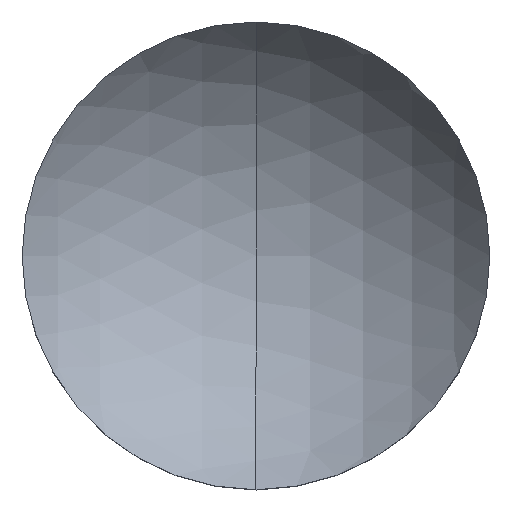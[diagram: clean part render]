
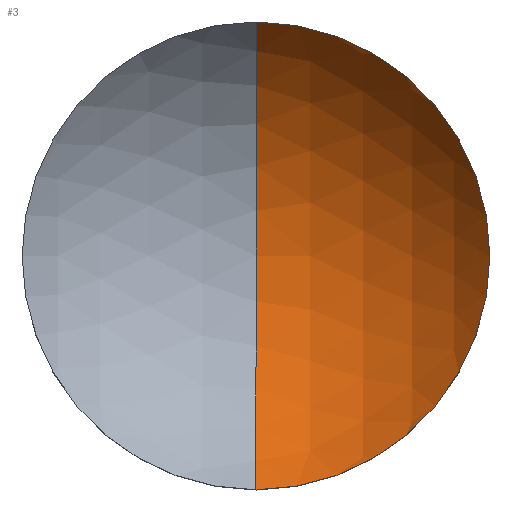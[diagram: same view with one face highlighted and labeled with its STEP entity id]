
A CAD part, top view. The second image highlights one B-rep face of the part: STEP entity #3.
In plain terms, the highlighted spherical face has radius 15.5 mm.
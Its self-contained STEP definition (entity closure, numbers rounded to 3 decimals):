
#3 = ADVANCED_FACE ( 'NONE', ( #128 ), #91, .F. ) ;
#5 = EDGE_LOOP ( 'NONE', ( #18, #37, #39 ) ) ;
#12 = VERTEX_POINT ( 'NONE', #112 ) ;
#13 = VERTEX_POINT ( 'NONE', #101 ) ;
#15 = VERTEX_POINT ( 'NONE', #69 ) ;
#18 = ORIENTED_EDGE ( 'NONE', *, *, #22, .F. ) ;
#22 = EDGE_CURVE ( 'NONE', #15, #12, #126, .T. ) ;
#25 = EDGE_CURVE ( 'NONE', #13, #12, #141, .T. ) ;
#29 = EDGE_CURVE ( 'NONE', #15, #13, #135, .T. ) ;
#37 = ORIENTED_EDGE ( 'NONE', *, *, #29, .T. ) ;
#39 = ORIENTED_EDGE ( 'NONE', *, *, #25, .T. ) ;
#69 = CARTESIAN_POINT ( 'NONE',  ( 0., 0., 2. ) ) ;
#83 = AXIS2_PLACEMENT_3D ( 'NONE', #155, #138, #94 ) ;
#91 = SPHERICAL_SURFACE ( 'NONE', #83, 15.5 ) ;
#94 = DIRECTION ( 'NONE',  ( 0., 1., 0. ) ) ;
#95 = DIRECTION ( 'NONE',  ( 0., 0., -1. ) ) ;
#96 = DIRECTION ( 'NONE',  ( 1., 0., 0. ) ) ;
#97 = CARTESIAN_POINT ( 'NONE',  ( 0., 0., 17.5 ) ) ;
#98 = AXIS2_PLACEMENT_3D ( 'NONE', #97, #96, #95 ) ;
#101 = CARTESIAN_POINT ( 'NONE',  ( 0., -12.7, 8.614 ) ) ;
#109 = DIRECTION ( 'NONE',  ( 0., -1., 0. ) ) ;
#110 = DIRECTION ( 'NONE',  ( 0., 0., 1. ) ) ;
#111 = CARTESIAN_POINT ( 'NONE',  ( 0., 0., 8.614 ) ) ;
#112 = CARTESIAN_POINT ( 'NONE',  ( 0., 12.7, 8.614 ) ) ;
#126 = CIRCLE ( 'NONE', #98, 15.5 ) ;
#128 = FACE_OUTER_BOUND ( 'NONE', #5, .T. ) ;
#131 = DIRECTION ( 'NONE',  ( 0., -1., 0. ) ) ;
#132 = DIRECTION ( 'NONE',  ( -1., 0., 0. ) ) ;
#133 = CARTESIAN_POINT ( 'NONE',  ( 0., 0., 17.5 ) ) ;
#134 = AXIS2_PLACEMENT_3D ( 'NONE', #133, #132, #131 ) ;
#135 = CIRCLE ( 'NONE', #134, 15.5 ) ;
#138 = DIRECTION ( 'NONE',  ( -1., 0., 0. ) ) ;
#140 = AXIS2_PLACEMENT_3D ( 'NONE', #111, #110, #109 ) ;
#141 = CIRCLE ( 'NONE', #140, 12.7 ) ;
#155 = CARTESIAN_POINT ( 'NONE',  ( 0., 0., 17.5 ) ) ;
